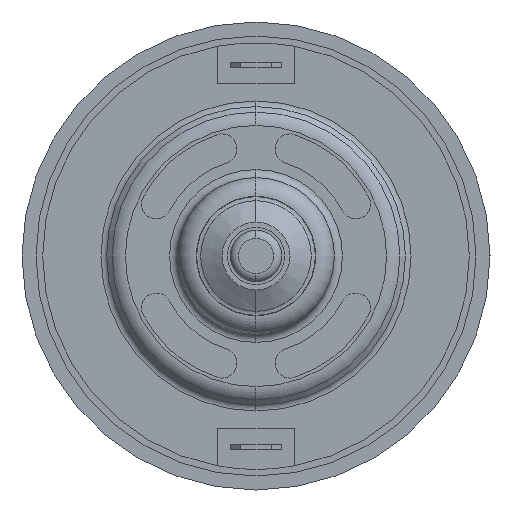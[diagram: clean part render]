
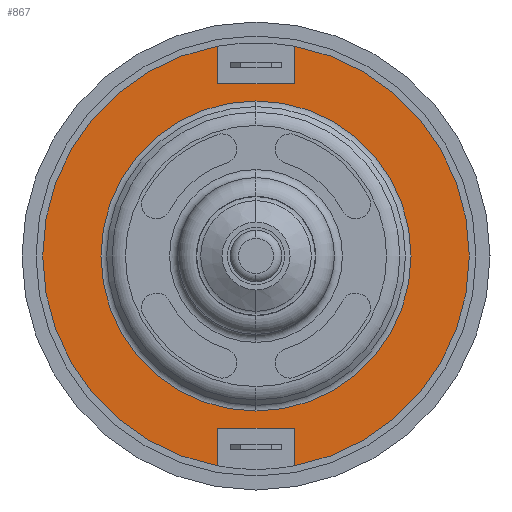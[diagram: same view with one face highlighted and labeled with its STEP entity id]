
A CAD part, left-side view. The second image highlights one B-rep face of the part: STEP entity #867.
In plain terms, the highlighted planar face has unit normal (-1, 0, 0).
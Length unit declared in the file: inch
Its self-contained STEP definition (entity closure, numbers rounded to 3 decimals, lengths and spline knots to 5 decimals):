
#38 = VECTOR ( 'NONE', #951, 39.37008 ) ;
#51 = ORIENTED_EDGE ( 'NONE', *, *, #1127, .T. ) ;
#141 = VECTOR ( 'NONE', #1022, 39.37008 ) ;
#202 = VERTEX_POINT ( 'NONE', #3281 ) ;
#241 = LINE ( 'NONE', #1476, #989 ) ;
#291 = CARTESIAN_POINT ( 'NONE',  ( 0.075, 0., 0. ) ) ;
#347 = AXIS2_PLACEMENT_3D ( 'NONE', #986, #981, #911 ) ;
#367 = DIRECTION ( 'NONE',  ( 0., 0., 1. ) ) ;
#431 = FACE_OUTER_BOUND ( 'NONE', #1578, .T. ) ;
#560 = ORIENTED_EDGE ( 'NONE', *, *, #896, .T. ) ;
#581 = VERTEX_POINT ( 'NONE', #1308 ) ;
#612 = CARTESIAN_POINT ( 'NONE',  ( 0.075, -0.144, -0.78541 ) ) ;
#752 = ORIENTED_EDGE ( 'NONE', *, *, #1036, .F. ) ;
#780 = CARTESIAN_POINT ( 'NONE',  ( 0.075, 0.144, 0.64541 ) ) ;
#790 = CARTESIAN_POINT ( 'NONE',  ( 0.075, 0., 0. ) ) ;
#867 = ADVANCED_FACE ( 'NONE', ( #431, #1270 ), #3467, .T. ) ;
#887 = LINE ( 'NONE', #2992, #38 ) ;
#896 = EDGE_CURVE ( 'NONE', #202, #2338, #1221, .T. ) ;
#911 = DIRECTION ( 'NONE',  ( 0., 0., 1. ) ) ;
#951 = DIRECTION ( 'NONE',  ( 0., 0., -1. ) ) ;
#981 = DIRECTION ( 'NONE',  ( 1., 0., 0. ) ) ;
#986 = CARTESIAN_POINT ( 'NONE',  ( 0.075, 0., 0. ) ) ;
#989 = VECTOR ( 'NONE', #3664, 39.37008 ) ;
#1022 = DIRECTION ( 'NONE',  ( 0., 1., 0. ) ) ;
#1029 = EDGE_CURVE ( 'NONE', #1344, #202, #2715, .T. ) ;
#1036 = EDGE_CURVE ( 'NONE', #1158, #2338, #241, .T. ) ;
#1058 = EDGE_CURVE ( 'NONE', #2059, #2073, #1777, .T. ) ;
#1059 = EDGE_CURVE ( 'NONE', #2059, #2270, #1181, .T. ) ;
#1080 = EDGE_CURVE ( 'NONE', #2270, #581, #887, .T. ) ;
#1119 = EDGE_CURVE ( 'NONE', #581, #1344, #2500, .T. ) ;
#1127 = EDGE_CURVE ( 'NONE', #2450, #2728, #1605, .T. ) ;
#1158 = VERTEX_POINT ( 'NONE', #2800 ) ;
#1181 = CIRCLE ( 'NONE', #1892, 0.7985 ) ;
#1221 = CIRCLE ( 'NONE', #1930, 0.7985 ) ;
#1270 = FACE_BOUND ( 'NONE', #2513, .T. ) ;
#1285 = CARTESIAN_POINT ( 'NONE',  ( 0.075, 0., 0. ) ) ;
#1308 = CARTESIAN_POINT ( 'NONE',  ( 0.075, -0.144, 0.64541 ) ) ;
#1337 = CARTESIAN_POINT ( 'NONE',  ( 0.075, 0.144, -0.78541 ) ) ;
#1344 = VERTEX_POINT ( 'NONE', #3093 ) ;
#1367 = ORIENTED_EDGE ( 'NONE', *, *, #3221, .T. ) ;
#1476 = CARTESIAN_POINT ( 'NONE',  ( 0.075, 0.144, -0.64541 ) ) ;
#1481 = ORIENTED_EDGE ( 'NONE', *, *, #1119, .T. ) ;
#1563 = CARTESIAN_POINT ( 'NONE',  ( 0.075, -0.144, 0.78541 ) ) ;
#1578 = EDGE_LOOP ( 'NONE', ( #2649, #560, #752, #2348, #2896, #3079, #2741, #1481 ) ) ;
#1589 = DIRECTION ( 'NONE',  ( 0., 0., 1. ) ) ;
#1605 = CIRCLE ( 'NONE', #1872, 0.58043 ) ;
#1646 = DIRECTION ( 'NONE',  ( 0., 0., 1. ) ) ;
#1777 = LINE ( 'NONE', #2015, #3367 ) ;
#1827 = DIRECTION ( 'NONE',  ( -1., 0., 0. ) ) ;
#1872 = AXIS2_PLACEMENT_3D ( 'NONE', #2203, #2882, #1646 ) ;
#1892 = AXIS2_PLACEMENT_3D ( 'NONE', #291, #1827, #367 ) ;
#1930 = AXIS2_PLACEMENT_3D ( 'NONE', #790, #2620, #2290 ) ;
#1937 = CARTESIAN_POINT ( 'NONE',  ( 0.075, 0., 0.58043 ) ) ;
#2015 = CARTESIAN_POINT ( 'NONE',  ( 0.075, -0.144, -0.64541 ) ) ;
#2030 = AXIS2_PLACEMENT_3D ( 'NONE', #1285, #3802, #1589 ) ;
#2059 = VERTEX_POINT ( 'NONE', #612 ) ;
#2073 = VERTEX_POINT ( 'NONE', #3057 ) ;
#2089 = CIRCLE ( 'NONE', #347, 0.58043 ) ;
#2203 = CARTESIAN_POINT ( 'NONE',  ( 0.075, 0., 0. ) ) ;
#2270 = VERTEX_POINT ( 'NONE', #1563 ) ;
#2290 = DIRECTION ( 'NONE',  ( 0., 0., 1. ) ) ;
#2312 = DIRECTION ( 'NONE',  ( 0., 0., 1. ) ) ;
#2338 = VERTEX_POINT ( 'NONE', #1337 ) ;
#2348 = ORIENTED_EDGE ( 'NONE', *, *, #2467, .F. ) ;
#2450 = VERTEX_POINT ( 'NONE', #2596 ) ;
#2467 = EDGE_CURVE ( 'NONE', #2073, #1158, #3587, .T. ) ;
#2500 = LINE ( 'NONE', #2822, #141 ) ;
#2513 = EDGE_LOOP ( 'NONE', ( #1367, #51 ) ) ;
#2596 = CARTESIAN_POINT ( 'NONE',  ( 0.075, 0., -0.58043 ) ) ;
#2620 = DIRECTION ( 'NONE',  ( -1., 0., 0. ) ) ;
#2642 = DIRECTION ( 'NONE',  ( 0., 1., 0. ) ) ;
#2649 = ORIENTED_EDGE ( 'NONE', *, *, #1029, .T. ) ;
#2715 = LINE ( 'NONE', #780, #3475 ) ;
#2728 = VERTEX_POINT ( 'NONE', #1937 ) ;
#2741 = ORIENTED_EDGE ( 'NONE', *, *, #1080, .T. ) ;
#2800 = CARTESIAN_POINT ( 'NONE',  ( 0.075, 0.144, -0.64541 ) ) ;
#2818 = VECTOR ( 'NONE', #2642, 39.37008 ) ;
#2822 = CARTESIAN_POINT ( 'NONE',  ( 0.075, -0.144, 0.64541 ) ) ;
#2882 = DIRECTION ( 'NONE',  ( 1., 0., 0. ) ) ;
#2896 = ORIENTED_EDGE ( 'NONE', *, *, #1058, .F. ) ;
#2992 = CARTESIAN_POINT ( 'NONE',  ( 0.075, -0.144, 0.64541 ) ) ;
#3057 = CARTESIAN_POINT ( 'NONE',  ( 0.075, -0.144, -0.64541 ) ) ;
#3079 = ORIENTED_EDGE ( 'NONE', *, *, #1059, .T. ) ;
#3093 = CARTESIAN_POINT ( 'NONE',  ( 0.075, 0.144, 0.64541 ) ) ;
#3221 = EDGE_CURVE ( 'NONE', #2728, #2450, #2089, .T. ) ;
#3281 = CARTESIAN_POINT ( 'NONE',  ( 0.075, 0.144, 0.78541 ) ) ;
#3367 = VECTOR ( 'NONE', #2312, 39.37008 ) ;
#3467 = PLANE ( 'NONE',  #2030 ) ;
#3475 = VECTOR ( 'NONE', #3710, 39.37008 ) ;
#3587 = LINE ( 'NONE', #3623, #2818 ) ;
#3623 = CARTESIAN_POINT ( 'NONE',  ( 0.075, -0.144, -0.64541 ) ) ;
#3664 = DIRECTION ( 'NONE',  ( 0., 0., -1. ) ) ;
#3710 = DIRECTION ( 'NONE',  ( 0., 0., 1. ) ) ;
#3802 = DIRECTION ( 'NONE',  ( -1., 0., 0. ) ) ;
